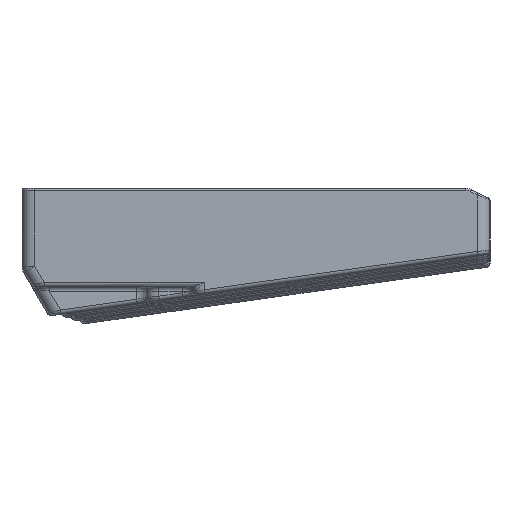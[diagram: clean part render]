
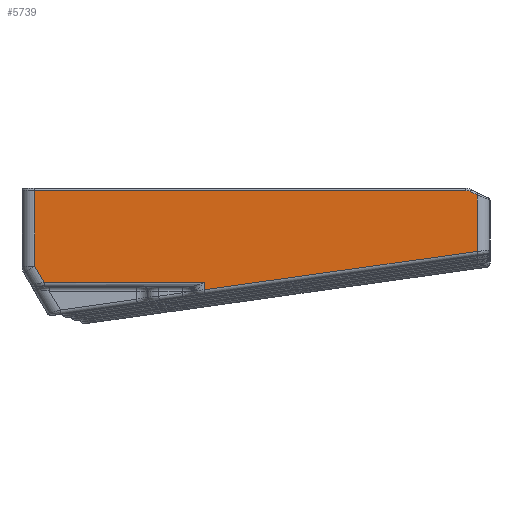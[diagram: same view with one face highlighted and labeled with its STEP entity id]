
A CAD part, left-side view. The second image highlights one B-rep face of the part: STEP entity #5739.
In plain terms, the highlighted planar face has unit normal (-1, 0, 0).
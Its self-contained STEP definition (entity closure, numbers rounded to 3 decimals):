
#311=PLANE('',#6162);
#396=FACE_OUTER_BOUND('',#770,.T.);
#770=EDGE_LOOP('',(#3840,#3841,#3842,#3843,#3844,#3845,#3846,#3847,#3848));
#1147=LINE('',#8992,#1495);
#1149=LINE('',#9004,#1497);
#1157=LINE('',#9031,#1505);
#1159=LINE('',#9039,#1507);
#1160=LINE('',#9041,#1508);
#1161=LINE('',#9043,#1509);
#1162=LINE('',#9045,#1510);
#1163=LINE('',#9046,#1511);
#1495=VECTOR('',#7008,10.);
#1497=VECTOR('',#7022,10.);
#1505=VECTOR('',#7050,10.);
#1507=VECTOR('',#7058,10.);
#1508=VECTOR('',#7059,10.);
#1509=VECTOR('',#7060,10.);
#1510=VECTOR('',#7061,10.);
#1511=VECTOR('',#7062,10.);
#1846=CIRCLE('',#6146,2.5);
#2293=VERTEX_POINT('',#8984);
#2295=VERTEX_POINT('',#8990);
#2297=VERTEX_POINT('',#8996);
#2299=VERTEX_POINT('',#9002);
#2308=VERTEX_POINT('',#9030);
#2311=VERTEX_POINT('',#9038);
#2312=VERTEX_POINT('',#9040);
#2313=VERTEX_POINT('',#9042);
#2314=VERTEX_POINT('',#9044);
#2866=EDGE_CURVE('',#2295,#2293,#1147,.T.);
#2869=EDGE_CURVE('',#2297,#2295,#1846,.T.);
#2872=EDGE_CURVE('',#2299,#2297,#1149,.T.);
#2886=EDGE_CURVE('',#2293,#2308,#1157,.T.);
#2890=EDGE_CURVE('',#2311,#2299,#1159,.T.);
#2891=EDGE_CURVE('',#2312,#2311,#1160,.T.);
#2892=EDGE_CURVE('',#2313,#2312,#1161,.T.);
#2893=EDGE_CURVE('',#2314,#2313,#1162,.T.);
#2894=EDGE_CURVE('',#2308,#2314,#1163,.T.);
#3840=ORIENTED_EDGE('',*,*,#2866,.F.);
#3841=ORIENTED_EDGE('',*,*,#2869,.F.);
#3842=ORIENTED_EDGE('',*,*,#2872,.F.);
#3843=ORIENTED_EDGE('',*,*,#2890,.F.);
#3844=ORIENTED_EDGE('',*,*,#2891,.F.);
#3845=ORIENTED_EDGE('',*,*,#2892,.F.);
#3846=ORIENTED_EDGE('',*,*,#2893,.F.);
#3847=ORIENTED_EDGE('',*,*,#2894,.F.);
#3848=ORIENTED_EDGE('',*,*,#2886,.F.);
#5739=ADVANCED_FACE('',(#396),#311,.T.);
#6146=AXIS2_PLACEMENT_3D('',#8998,#7014,#7015);
#6162=AXIS2_PLACEMENT_3D('',#9037,#7056,#7057);
#7008=DIRECTION('',(0.,-0.894,-0.447));
#7014=DIRECTION('center_axis',(1.,0.,0.));
#7015=DIRECTION('ref_axis',(0.,-0.23,0.973));
#7022=DIRECTION('',(0.,-1.,0.));
#7050=DIRECTION('',(0.,0.,-1.));
#7056=DIRECTION('center_axis',(-1.,0.,0.));
#7057=DIRECTION('ref_axis',(0.,0.,1.));
#7058=DIRECTION('',(0.,0.,1.));
#7059=DIRECTION('',(0.,0.506,0.862));
#7060=DIRECTION('',(0.,1.,0.));
#7061=DIRECTION('',(0.,0.,1.));
#7062=DIRECTION('',(0.,0.99,-0.139));
#8984=CARTESIAN_POINT('',(-147.85,-52.1,28.488));
#8990=CARTESIAN_POINT('',(-147.85,-50.51,29.283));
#8992=CARTESIAN_POINT('',(-147.85,-38.346,35.365));
#8996=CARTESIAN_POINT('',(-147.85,-49.392,29.547));
#8998=CARTESIAN_POINT('Origin',(-147.85,-49.392,27.047));
#9002=CARTESIAN_POINT('',(-147.85,52.1,29.547));
#9004=CARTESIAN_POINT('',(-147.85,-25.8,29.547));
#9030=CARTESIAN_POINT('',(-147.85,-52.1,15.2));
#9031=CARTESIAN_POINT('',(-147.85,-52.1,10.406));
#9037=CARTESIAN_POINT('Origin',(-147.85,0.,-0.002));
#9038=CARTESIAN_POINT('',(-147.85,52.1,11.663));
#9039=CARTESIAN_POINT('',(-147.85,52.1,7.511));
#9040=CARTESIAN_POINT('',(-147.85,49.863,7.854));
#9041=CARTESIAN_POINT('',(-147.85,40.079,-8.806));
#9042=CARTESIAN_POINT('',(-147.85,12.137,7.854));
#9043=CARTESIAN_POINT('',(-147.85,27.55,7.854));
#9044=CARTESIAN_POINT('',(-147.85,12.137,6.172));
#9045=CARTESIAN_POINT('',(-147.85,12.137,-5.146));
#9046=CARTESIAN_POINT('',(-147.85,-1.179,8.044));
